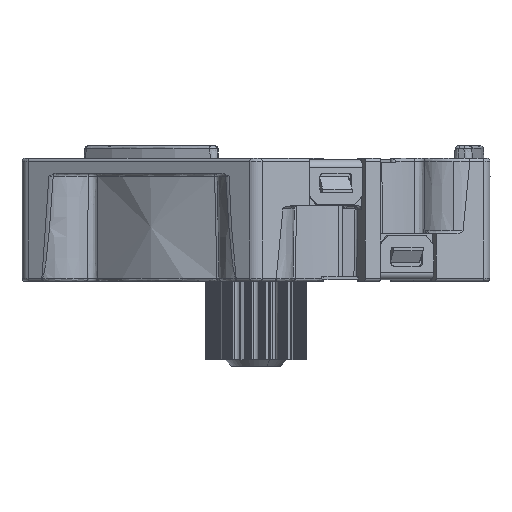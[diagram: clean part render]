
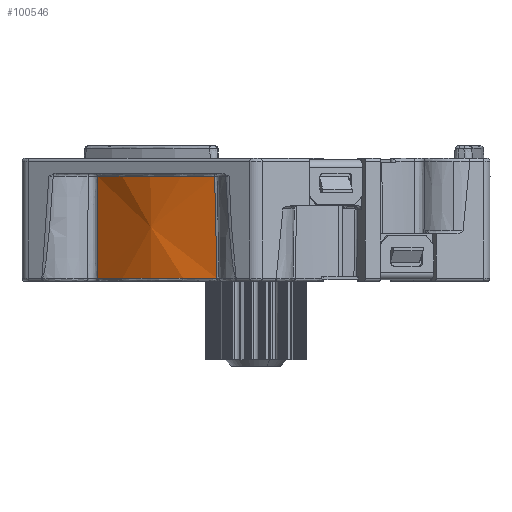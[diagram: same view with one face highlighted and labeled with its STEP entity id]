
A CAD part, left-side view. The second image highlights one B-rep face of the part: STEP entity #100546.
In plain terms, the highlighted conical face has half-angle 1 degrees and reference radius 17.149 mm.
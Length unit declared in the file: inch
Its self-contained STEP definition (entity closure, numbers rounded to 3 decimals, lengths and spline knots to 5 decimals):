
#22352 = ORIENTED_EDGE ( 'NONE', *, *, #39096, .T. ) ;
#33088 = EDGE_LOOP ( 'NONE', ( #87333, #193932, #22352, #140201 ) ) ;
#39096 = EDGE_CURVE ( 'NONE', #187294, #103612, #157305, .T. ) ;
#42472 = CONICAL_SURFACE ( 'NONE', #154985, 0.67517, 0.017 ) ;
#44105 = EDGE_CURVE ( 'NONE', #153663, #85646, #69023, .T. ) ;
#44411 = CARTESIAN_POINT ( 'NONE',  ( 0., 0., 0.13994 ) ) ;
#47163 = CARTESIAN_POINT ( 'NONE',  ( -0.65773, 0.12479, -0.18718 ) ) ;
#48974 = EDGE_CURVE ( 'NONE', #103612, #153663, #126838, .T. ) ;
#53573 = EDGE_CURVE ( 'NONE', #187294, #85646, #176322, .T. ) ;
#53913 = CARTESIAN_POINT ( 'NONE',  ( -0.65773, 0.12479, -0.18718 ) ) ;
#56982 = CARTESIAN_POINT ( 'NONE',  ( -0.44558, 0.50726, 0.13994 ) ) ;
#57584 = DIRECTION ( 'NONE',  ( 1., 0., 0. ) ) ;
#62973 = CARTESIAN_POINT ( 'NONE',  ( -0.43694, 0.50721, -0.18718 ) ) ;
#69023 = B_SPLINE_CURVE_WITH_KNOTS ( 'NONE', 3,
 ( #56982, #74087, #162702, #86214 ),
 .UNSPECIFIED., .F., .F.,
 ( 4, 4 ),
 ( 0., 1. ),
 .UNSPECIFIED. ) ;
#71038 = CARTESIAN_POINT ( 'NONE',  ( -0.66209, 0.13226, 0.13994 ) ) ;
#74087 = CARTESIAN_POINT ( 'NONE',  ( -0.44267, 0.50721, 0.02806 ) ) ;
#82080 = DIRECTION ( 'NONE',  ( 0., 0., -1. ) ) ;
#85646 = VERTEX_POINT ( 'NONE', #62973 ) ;
#86214 = CARTESIAN_POINT ( 'NONE',  ( -0.43694, 0.50721, -0.18718 ) ) ;
#87333 = ORIENTED_EDGE ( 'NONE', *, *, #44105, .T. ) ;
#100546 = ADVANCED_FACE ( 'NONE', ( #182285 ), #42472, .T. ) ;
#103612 = VERTEX_POINT ( 'NONE', #153413 ) ;
#117318 = CARTESIAN_POINT ( 'NONE',  ( -0.65914, 0.12727, -0.08098 ) ) ;
#122954 = CARTESIAN_POINT ( 'NONE',  ( 0., 0., -0.18718 ) ) ;
#126838 = CIRCLE ( 'NONE', #191060, 0.67517 ) ;
#135395 = CARTESIAN_POINT ( 'NONE',  ( -0.44558, 0.50726, 0.13994 ) ) ;
#140201 = ORIENTED_EDGE ( 'NONE', *, *, #48974, .T. ) ;
#144494 = DIRECTION ( 'NONE',  ( -1., 0., 0. ) ) ;
#147529 = CARTESIAN_POINT ( 'NONE',  ( -0.6606, 0.12976, 0.02806 ) ) ;
#153413 = CARTESIAN_POINT ( 'NONE',  ( -0.66209, 0.13226, 0.13994 ) ) ;
#153663 = VERTEX_POINT ( 'NONE', #135395 ) ;
#154985 = AXIS2_PLACEMENT_3D ( 'NONE', #44411, #179337, #168193 ) ;
#157305 = B_SPLINE_CURVE_WITH_KNOTS ( 'NONE', 3,
 ( #53913, #117318, #147529, #71038 ),
 .UNSPECIFIED., .F., .F.,
 ( 4, 4 ),
 ( 0., 1. ),
 .UNSPECIFIED. ) ;
#162702 = CARTESIAN_POINT ( 'NONE',  ( -0.43979, 0.5072, -0.08098 ) ) ;
#168193 = DIRECTION ( 'NONE',  ( 0., -1., 0. ) ) ;
#175768 = CARTESIAN_POINT ( 'NONE',  ( 0., 0., 0.13994 ) ) ;
#176322 = CIRCLE ( 'NONE', #195574, 0.66946 ) ;
#179337 = DIRECTION ( 'NONE',  ( 0., 0., 1. ) ) ;
#182285 = FACE_OUTER_BOUND ( 'NONE', #33088, .T. ) ;
#187294 = VERTEX_POINT ( 'NONE', #47163 ) ;
#191060 = AXIS2_PLACEMENT_3D ( 'NONE', #175768, #82080, #144494 ) ;
#193932 = ORIENTED_EDGE ( 'NONE', *, *, #53573, .F. ) ;
#195574 = AXIS2_PLACEMENT_3D ( 'NONE', #122954, #196473, #57584 ) ;
#196473 = DIRECTION ( 'NONE',  ( 0., 0., -1. ) ) ;
